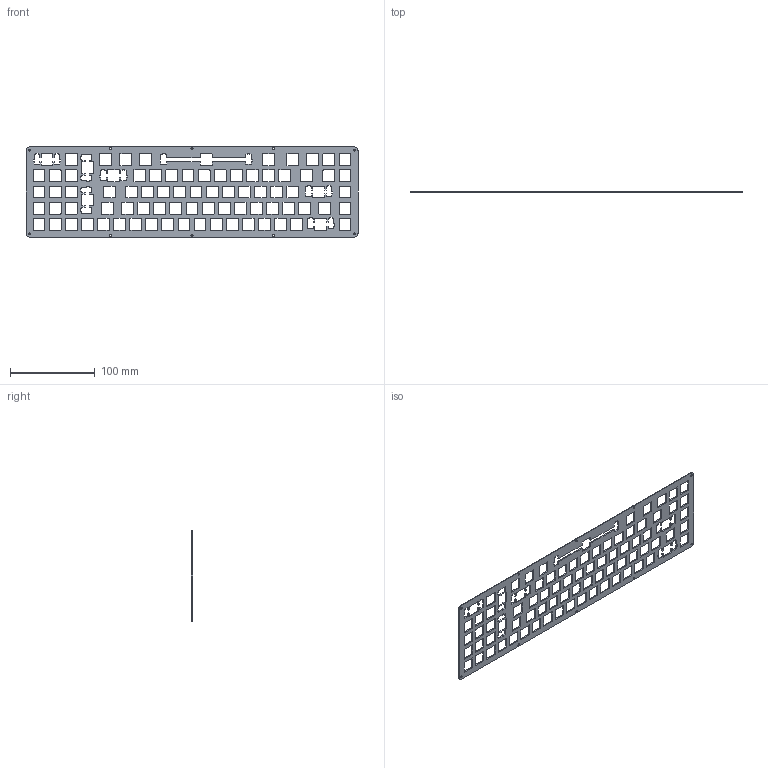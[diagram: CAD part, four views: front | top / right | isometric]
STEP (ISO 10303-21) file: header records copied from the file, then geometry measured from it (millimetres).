
FILE_DESCRIPTION (( 'STEP AP203' ), '1' );
FILE_NAME ('flat plate.STEP', '2020-03-03T05:33:43', ( '' ), ( '' ), 'SwSTEP 2.0', 'SolidWorks 2017', '' );
FILE_SCHEMA (( 'CONFIG_CONTROL_DESIGN' ));
Length unit declared in the file: millimetre
Products named in the file (1): flat plate
Bounding box: 391.6 x 1.5 x 106.6 mm (x, y, z)
Volume: 35240.5 mm3; surface area: 56568.3 mm2
Topology: 1 solids, 1 shells, 1058 faces, 3148 edges, 2092 vertices
Faces by surface type: plane 566, cylinder 472, cone 20
Entity records: 36109 total; most frequent: CARTESIAN_POINT 6299, ORIENTED_EDGE 6296, DIRECTION 6230, EDGE_CURVE 3148, VECTOR 2184, LINE 2184, VERTEX_POINT 2092, AXIS2_PLACEMENT_3D 2023
